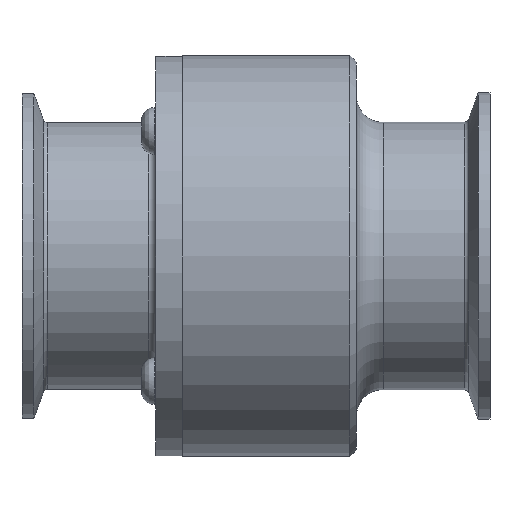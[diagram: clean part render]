
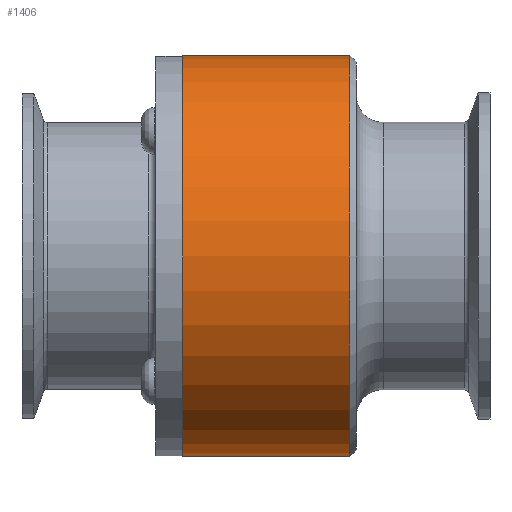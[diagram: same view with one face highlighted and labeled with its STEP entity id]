
A CAD part, front view. The second image highlights one B-rep face of the part: STEP entity #1406.
In plain terms, the highlighted cylindrical face has radius 47.625 mm (diameter 95.25 mm), a full revolution.
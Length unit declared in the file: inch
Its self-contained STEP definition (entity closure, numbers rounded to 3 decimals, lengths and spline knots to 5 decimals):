
#140=CIRCLE('',#1563,1.875);
#141=CIRCLE('',#1564,1.875);
#243=FACE_BOUND('',#496,.T.);
#244=FACE_BOUND('',#497,.T.);
#350=CYLINDRICAL_SURFACE('',#1562,1.875);
#387=FACE_OUTER_BOUND('',#495,.T.);
#495=EDGE_LOOP('',(#1079));
#496=EDGE_LOOP('',(#1080));
#497=EDGE_LOOP('',(#1081));
#707=B_SPLINE_CURVE_WITH_KNOTS('',3,(#2403,#2404,#2405,#2406,#2407,#2408,
#2409,#2410,#2411,#2412,#2413,#2414,#2415,#2416,#2417,#2418,#2419,#2420,
#2421,#2422,#2423,#2424,#2425,#2426,#2427,#2428,#2429,#2430,#2431),
 .UNSPECIFIED.,.T.,.F.,(4,1,1,1,1,1,1,1,1,1,1,1,1,1,1,1,1,1,1,1,1,1,1,1,
1,1,4),(-4.43273,-4.19526,-4.11611,-3.95779,
-3.79948,-3.7599,-3.64117,-3.48286,
-3.16624,-3.12666,-3.00792,-2.84961,-2.6913,
-2.53299,-2.32191,-2.11082,-2.00528,
-1.89974,-1.68866,-1.47758,-1.26649,
-0.94987,-0.79156,-0.63325,-0.47494,
-0.31662,0.),.UNSPECIFIED.);
#767=VERTEX_POINT('',#2371);
#770=VERTEX_POINT('',#2469);
#771=VERTEX_POINT('',#2471);
#910=EDGE_CURVE('',#767,#767,#707,.T.);
#912=EDGE_CURVE('',#770,#770,#140,.T.);
#913=EDGE_CURVE('',#771,#771,#141,.T.);
#1079=ORIENTED_EDGE('',*,*,#912,.F.);
#1080=ORIENTED_EDGE('',*,*,#913,.T.);
#1081=ORIENTED_EDGE('',*,*,#910,.F.);
#1406=ADVANCED_FACE('',(#387,#243,#244),#350,.T.);
#1562=AXIS2_PLACEMENT_3D('',#2468,#1793,#1794);
#1563=AXIS2_PLACEMENT_3D('',#2470,#1795,#1796);
#1564=AXIS2_PLACEMENT_3D('',#2472,#1797,#1798);
#1793=DIRECTION('center_axis',(1.,0.,0.));
#1794=DIRECTION('ref_axis',(0.,1.,0.));
#1795=DIRECTION('center_axis',(1.,0.,0.));
#1796=DIRECTION('ref_axis',(0.,0.,-1.));
#1797=DIRECTION('center_axis',(1.,0.,0.));
#1798=DIRECTION('ref_axis',(0.,0.,-1.));
#2371=CARTESIAN_POINT('',(0.75,1.84192,0.35065));
#2403=CARTESIAN_POINT('Ctrl Pts',(0.74998,1.8419,0.3507));
#2404=CARTESIAN_POINT('Ctrl Pts',(0.78799,1.84191,0.3507));
#2405=CARTESIAN_POINT('Ctrl Pts',(0.84152,1.84361,0.34202));
#2406=CARTESIAN_POINT('Ctrl Pts',(0.91591,1.84903,0.31139));
#2407=CARTESIAN_POINT('Ctrl Pts',(0.97267,1.85489,0.27525));
#2408=CARTESIAN_POINT('Ctrl Pts',(1.01251,1.86031,0.2354));
#2409=CARTESIAN_POINT('Ctrl Pts',(1.04416,1.86505,0.19371));
#2410=CARTESIAN_POINT('Ctrl Pts',(1.07156,1.86952,0.1481));
#2411=CARTESIAN_POINT('Ctrl Pts',(1.10474,1.87555,0.0516));
#2412=CARTESIAN_POINT('Ctrl Pts',(1.10457,1.87554,-0.03204));
#2413=CARTESIAN_POINT('Ctrl Pts',(1.08487,1.87193,-0.10966));
#2414=CARTESIAN_POINT('Ctrl Pts',(1.06575,1.86854,-0.15986));
#2415=CARTESIAN_POINT('Ctrl Pts',(1.02594,1.86212,-0.2221));
#2416=CARTESIAN_POINT('Ctrl Pts',(0.97255,1.8549,-0.27527));
#2417=CARTESIAN_POINT('Ctrl Pts',(0.89729,1.84705,-0.32348));
#2418=CARTESIAN_POINT('Ctrl Pts',(0.80105,1.84163,-0.35215));
#2419=CARTESIAN_POINT('Ctrl Pts',(0.71588,1.84171,-0.35183));
#2420=CARTESIAN_POINT('Ctrl Pts',(0.64636,1.84456,-0.33658));
#2421=CARTESIAN_POINT('Ctrl Pts',(0.57905,1.84928,-0.31017));
#2422=CARTESIAN_POINT('Ctrl Pts',(0.50691,1.85725,-0.26033));
#2423=CARTESIAN_POINT('Ctrl Pts',(0.44205,1.86709,-0.18036));
#2424=CARTESIAN_POINT('Ctrl Pts',(0.39485,1.87562,-0.06021));
#2425=CARTESIAN_POINT('Ctrl Pts',(0.39559,1.87551,0.05155));
#2426=CARTESIAN_POINT('Ctrl Pts',(0.43043,1.86914,0.15452));
#2427=CARTESIAN_POINT('Ctrl Pts',(0.4742,1.8621,0.22203));
#2428=CARTESIAN_POINT('Ctrl Pts',(0.52736,1.85491,0.27527));
#2429=CARTESIAN_POINT('Ctrl Pts',(0.61798,1.84545,0.33313));
#2430=CARTESIAN_POINT('Ctrl Pts',(0.6993,1.84189,0.35071));
#2431=CARTESIAN_POINT('Ctrl Pts',(0.74998,1.8419,0.3507));
#2468=CARTESIAN_POINT('Origin',(0.78125,0.,0.));
#2469=CARTESIAN_POINT('',(1.5625,1.875,0.));
#2470=CARTESIAN_POINT('Origin',(1.5625,0.,0.));
#2471=CARTESIAN_POINT('',(0.,1.875,0.));
#2472=CARTESIAN_POINT('Origin',(0.,0.,0.));
